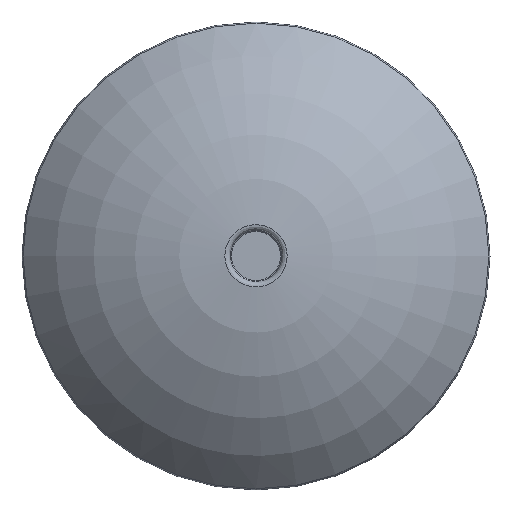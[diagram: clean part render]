
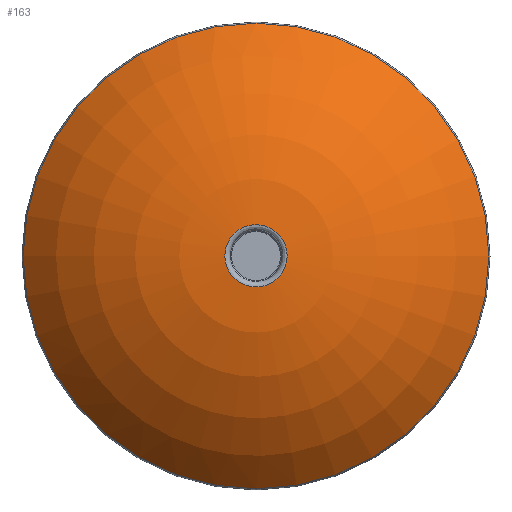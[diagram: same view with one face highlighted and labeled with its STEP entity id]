
A CAD part, top view. The second image highlights one B-rep face of the part: STEP entity #163.
In plain terms, the highlighted face is a revolution surface.
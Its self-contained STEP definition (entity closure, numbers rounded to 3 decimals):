
#66 = VERTEX_POINT('',#67);
#67 = CARTESIAN_POINT('',(12.039,0.,39.98));
#73 = EDGE_CURVE('',#66,#66,#74,.T.);
#74 = ( BOUNDED_CURVE() B_SPLINE_CURVE(14,(#75,#76,#77,#78,#79,#80,#81,
    #82,#83,#84,#85,#86,#87,#88,#89),.UNSPECIFIED.,.T.,.F.) 
B_SPLINE_CURVE_WITH_KNOTS((15,15),(0.,62.832),
.PIECEWISE_BEZIER_KNOTS.) CURVE() GEOMETRIC_REPRESENTATION_ITEM() 
RATIONAL_B_SPLINE_CURVE((1.,1.,1.,1.,
    1.,1.,1.,1.,
    1.,1.,1.,1.,1.,1.,1.)) 
REPRESENTATION_ITEM('') );
#75 = CARTESIAN_POINT('',(12.039,0.,39.98));
#76 = CARTESIAN_POINT('',(12.039,-5.325,
    39.98));
#77 = CARTESIAN_POINT('',(9.503,-10.763,39.98)
  );
#78 = CARTESIAN_POINT('',(4.252,-14.897,39.98
    ));
#79 = CARTESIAN_POINT('',(-2.909,-16.256,
    39.98));
#80 = CARTESIAN_POINT('',(-10.328,-13.566,
    39.98));
#81 = CARTESIAN_POINT('',(-15.305,-8.239,
    39.98));
#82 = CARTESIAN_POINT('',(-18.453,0.,39.98
    ));
#83 = CARTESIAN_POINT('',(-15.305,8.239,39.98
    ));
#84 = CARTESIAN_POINT('',(-10.328,13.566,
    39.98));
#85 = CARTESIAN_POINT('',(-2.909,16.256,
    39.98));
#86 = CARTESIAN_POINT('',(4.252,14.897,39.98
    ));
#87 = CARTESIAN_POINT('',(9.503,10.763,39.98)
  );
#88 = CARTESIAN_POINT('',(12.039,5.325,39.98)
  );
#89 = CARTESIAN_POINT('',(12.039,0.,39.98));
#163 = ADVANCED_FACE('',(#164),#184,.F.);
#164 = FACE_BOUND('',#165,.F.);
#165 = EDGE_LOOP('',(#166,#175,#182,#183));
#166 = ORIENTED_EDGE('',*,*,#167,.F.);
#167 = EDGE_CURVE('',#168,#66,#170,.T.);
#168 = VERTEX_POINT('',#169);
#169 = CARTESIAN_POINT('',(90.,0.,3.305));
#170 = CIRCLE('',#171,105.552);
#171 = AXIS2_PLACEMENT_3D('',#172,#173,#174);
#172 = CARTESIAN_POINT('',(10.,0.,-65.552));
#173 = DIRECTION('',(0.,-1.,0.));
#174 = DIRECTION('',(1.,0.,0.));
#175 = ORIENTED_EDGE('',*,*,#176,.T.);
#176 = EDGE_CURVE('',#168,#168,#177,.T.);
#177 = CIRCLE('',#178,90.);
#178 = AXIS2_PLACEMENT_3D('',#179,#180,#181);
#179 = CARTESIAN_POINT('',(0.,0.,3.305));
#180 = DIRECTION('',(0.,0.,-1.));
#181 = DIRECTION('',(1.,0.,0.));
#182 = ORIENTED_EDGE('',*,*,#167,.T.);
#183 = ORIENTED_EDGE('',*,*,#73,.F.);
#184 = SURFACE_OF_REVOLUTION('',#185,#190);
#185 = CIRCLE('',#186,105.552);
#186 = AXIS2_PLACEMENT_3D('',#187,#188,#189);
#187 = CARTESIAN_POINT('',(10.,0.,-65.552));
#188 = DIRECTION('',(0.,-1.,0.));
#189 = DIRECTION('',(1.,0.,0.));
#190 = AXIS1_PLACEMENT('',#191,#192);
#191 = CARTESIAN_POINT('',(0.,0.,0.));
#192 = DIRECTION('',(0.,0.,-1.));
